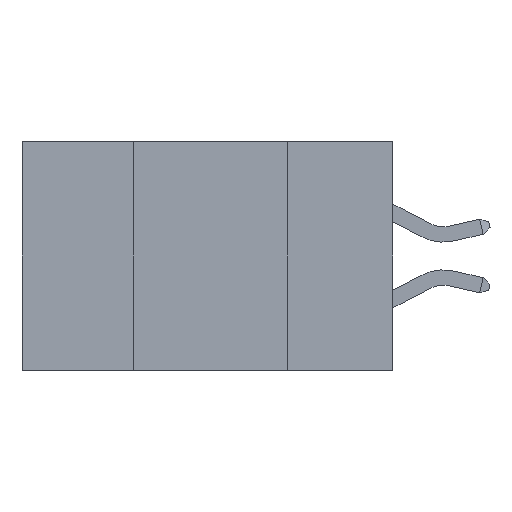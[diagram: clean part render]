
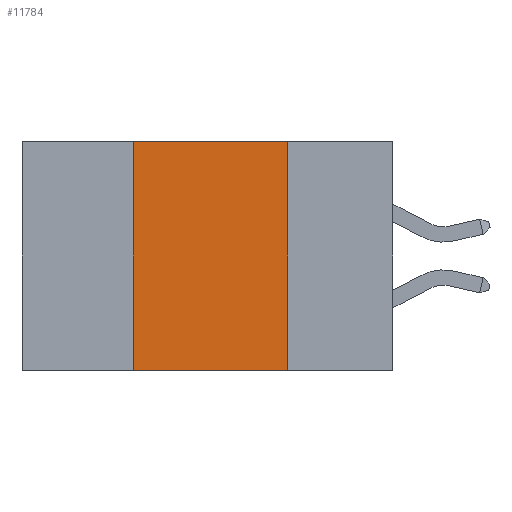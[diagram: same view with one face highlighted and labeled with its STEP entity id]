
A CAD part, left-side view. The second image highlights one B-rep face of the part: STEP entity #11784.
In plain terms, the highlighted planar face has unit normal (-1, 0, 0).
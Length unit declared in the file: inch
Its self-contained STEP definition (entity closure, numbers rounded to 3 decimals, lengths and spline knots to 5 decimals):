
#531 = VECTOR ( 'NONE', #6595, 39.37008 ) ;
#2184 = EDGE_LOOP ( 'NONE', ( #18873, #18720, #18774, #16399 ) ) ;
#2544 = LINE ( 'NONE', #18205, #17516 ) ;
#2568 = CARTESIAN_POINT ( 'NONE',  ( 0., 0.6, 0. ) ) ;
#3198 = DIRECTION ( 'NONE',  ( 0., 0., 1. ) ) ;
#3779 = PLANE ( 'NONE',  #18663 ) ;
#4497 = CARTESIAN_POINT ( 'NONE',  ( 0., 0.42, 0. ) ) ;
#4556 = VERTEX_POINT ( 'NONE', #4813 ) ;
#4813 = CARTESIAN_POINT ( 'NONE',  ( 0., 0.17, -0.37 ) ) ;
#5577 = DIRECTION ( 'NONE',  ( 0., -1., 0. ) ) ;
#5708 = FACE_OUTER_BOUND ( 'NONE', #2184, .T. ) ;
#6168 = DIRECTION ( 'NONE',  ( 0., -1., 0. ) ) ;
#6438 = VECTOR ( 'NONE', #6168, 39.37008 ) ;
#6595 = DIRECTION ( 'NONE',  ( 0., 0., -1. ) ) ;
#7861 = CARTESIAN_POINT ( 'NONE',  ( 0., 0.42, 0. ) ) ;
#8003 = EDGE_CURVE ( 'NONE', #16083, #16361, #2544, .T. ) ;
#8314 = CARTESIAN_POINT ( 'NONE',  ( 0., 0.17, 0. ) ) ;
#9022 = VERTEX_POINT ( 'NONE', #17406 ) ;
#10449 = EDGE_CURVE ( 'NONE', #16361, #4556, #14730, .T. ) ;
#11784 = ADVANCED_FACE ( 'NONE', ( #5708 ), #3779, .F. ) ;
#12253 = LINE ( 'NONE', #18478, #6438 ) ;
#12484 = EDGE_CURVE ( 'NONE', #9022, #4556, #12253, .T. ) ;
#13108 = DIRECTION ( 'NONE',  ( 1., 0., 0. ) ) ;
#13208 = DIRECTION ( 'NONE',  ( 0., 0., -1. ) ) ;
#13247 = VECTOR ( 'NONE', #3198, 39.37008 ) ;
#14730 = LINE ( 'NONE', #8314, #531 ) ;
#15517 = LINE ( 'NONE', #7861, #13247 ) ;
#16083 = VERTEX_POINT ( 'NONE', #4497 ) ;
#16361 = VERTEX_POINT ( 'NONE', #19121 ) ;
#16399 = ORIENTED_EDGE ( 'NONE', *, *, #12484, .T. ) ;
#17406 = CARTESIAN_POINT ( 'NONE',  ( 0., 0.42, -0.37 ) ) ;
#17516 = VECTOR ( 'NONE', #5577, 39.37008 ) ;
#18205 = CARTESIAN_POINT ( 'NONE',  ( 0., 0.6, 0. ) ) ;
#18478 = CARTESIAN_POINT ( 'NONE',  ( 0., 0.6, -0.37 ) ) ;
#18663 = AXIS2_PLACEMENT_3D ( 'NONE', #2568, #13108, #13208 ) ;
#18720 = ORIENTED_EDGE ( 'NONE', *, *, #8003, .F. ) ;
#18774 = ORIENTED_EDGE ( 'NONE', *, *, #19499, .F. ) ;
#18873 = ORIENTED_EDGE ( 'NONE', *, *, #10449, .F. ) ;
#19121 = CARTESIAN_POINT ( 'NONE',  ( 0., 0.17, 0. ) ) ;
#19499 = EDGE_CURVE ( 'NONE', #9022, #16083, #15517, .T. ) ;
